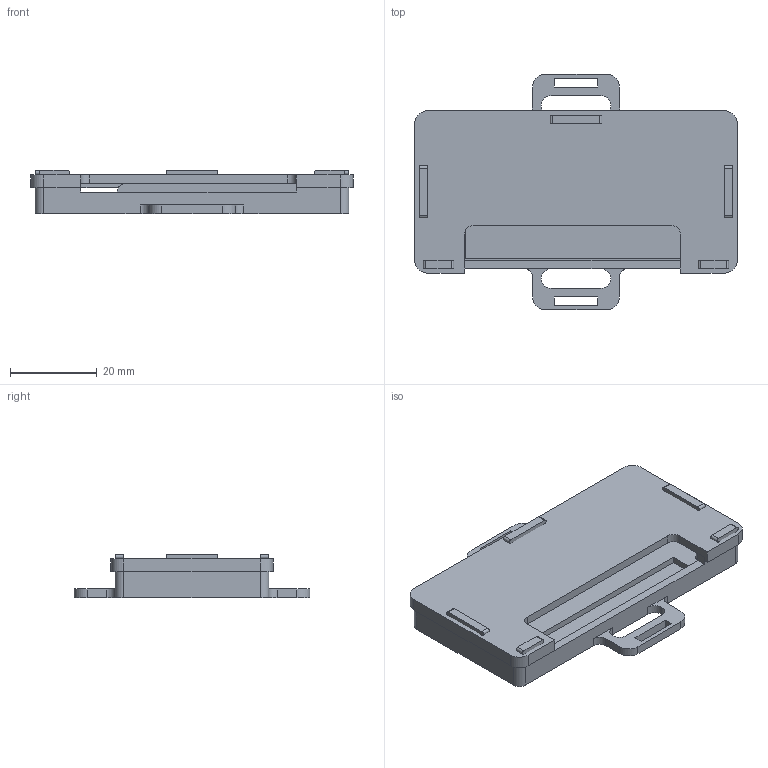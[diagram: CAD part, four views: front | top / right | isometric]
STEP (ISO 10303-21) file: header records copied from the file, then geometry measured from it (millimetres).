
FILE_DESCRIPTION(/* description */ (''),/* implementation_level */ '2;1');
FILE_NAME(/* name */ 'f6d7c945-6246-434d-9538-3c50ebda5b14.stp',/* time_stamp */ '2017-12-08T14:56:26+01:00',/* author */ ('g.j.w.wolterink'),/* organization */ (''),/* preprocessor_version */ 'ST-DEVELOPER v16.13',/* originating_system */ 'Autodesk Translation Framework v6.5.0.72',/* authorisation */ '');
FILE_SCHEMA (('AUTOMOTIVE_DESIGN { 1 0 10303 214 3 1 1 }'));
Length unit declared in the file: millimetre
Products named in the file (2): Pi_holder; Box
Assembly tree (1 placements, depth 2):
  Pi_holder
    Box
Bounding box: 74.5 x 54.5 x 10 mm (x, y, z)
Volume: 11745.5 mm3; surface area: 13971.9 mm2
Topology: 2 solids, 2 shells, 188 faces, 548 edges, 362 vertices
Faces by surface type: plane 128, cylinder 56, torus 4
Full cylindrical faces by diameter (mm): 2.3 x4
Entity records: 6289 total; most frequent: CARTESIAN_POINT 1101, ORIENTED_EDGE 1096, DIRECTION 1050, EDGE_CURVE 548, LINE 428, VECTOR 428, VERTEX_POINT 362, AXIS2_PLACEMENT_3D 311
